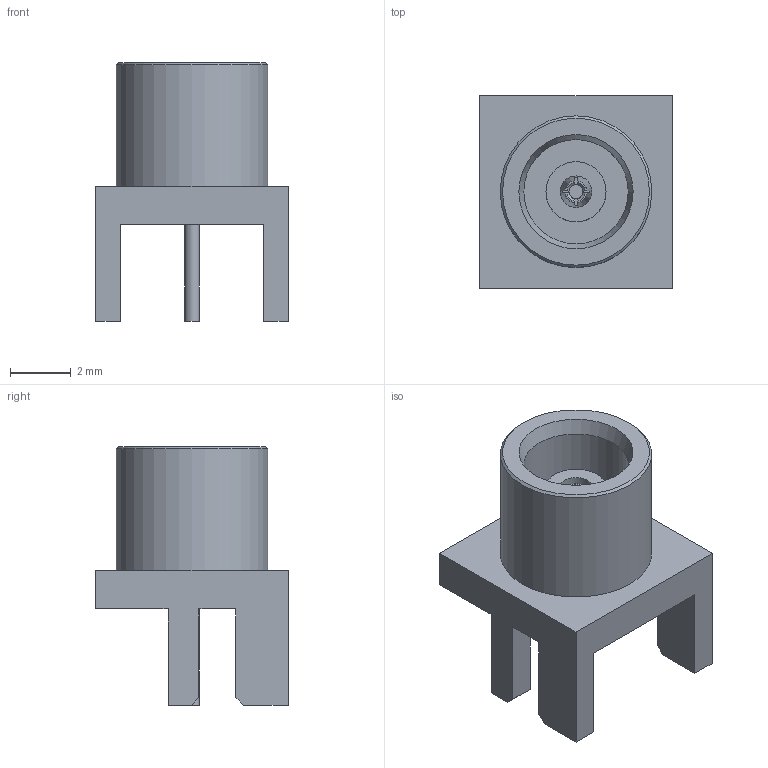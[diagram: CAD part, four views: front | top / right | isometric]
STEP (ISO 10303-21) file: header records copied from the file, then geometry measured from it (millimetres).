
FILE_DESCRIPTION (( 'STEP AP203' ), '1' );
FILE_NAME ('FMCN44279_3D.step', '2022-12-08T20:39:46', ( '' ), ( '' ), 'SwSTEP 2.0', 'SolidWorks 2021', '' );
FILE_SCHEMA (( 'CONFIG_CONTROL_DESIGN' ));
Length unit declared in the file: inch
Products named in the file (1): FMCN44279_3D
Bounding box: 6.35 x 6.35 x 8.53 mm (x, y, z)
Volume: 115.1 mm3; surface area: 310.3 mm2
Topology: 1 solids, 1 shells, 64 faces, 166 edges, 110 vertices
Faces by surface type: plane 50, cylinder 7, cone 7
Full cylindrical faces by diameter (mm): 0.464 x1, 0.48 x1, 1.045 x1, 1.983 x1, 3.447 x1, 3.81 x1, 5 x1
Entity records: 1987 total; most frequent: CARTESIAN_POINT 405, ORIENTED_EDGE 306, DIRECTION 294, EDGE_CURVE 153, VERTEX_POINT 107, VECTOR 102, LINE 102, AXIS2_PLACEMENT_3D 96
